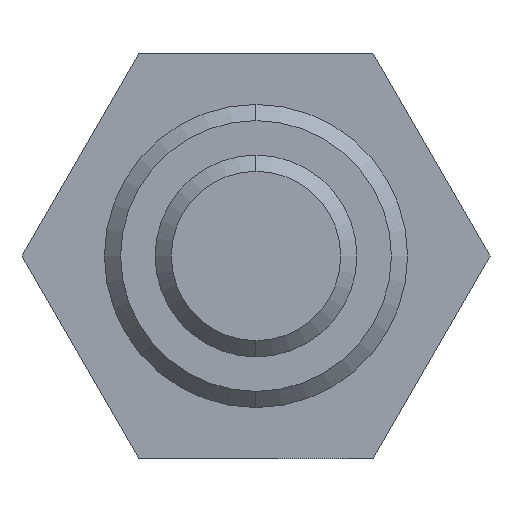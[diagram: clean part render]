
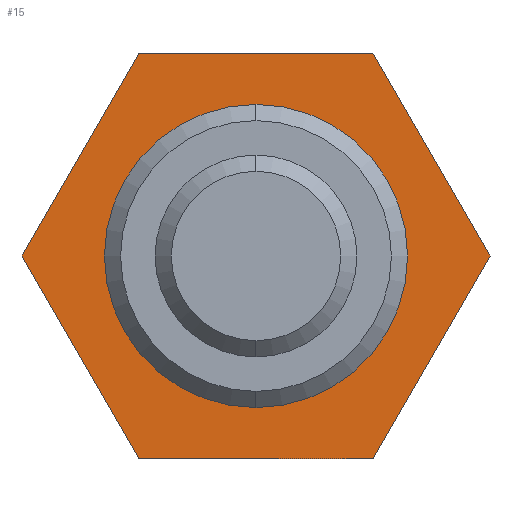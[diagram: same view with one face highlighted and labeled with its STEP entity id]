
A CAD part, front view. The second image highlights one B-rep face of the part: STEP entity #15.
In plain terms, the highlighted planar face has unit normal (0, -1, 0).
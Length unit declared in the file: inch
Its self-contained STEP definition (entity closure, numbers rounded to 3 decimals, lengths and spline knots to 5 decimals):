
#15 = ADVANCED_FACE ( 'NONE', ( #995, #1000 ), #494, .F. ) ;
#88 = VECTOR ( 'NONE', #759, 39.37008 ) ;
#96 = LINE ( 'NONE', #752, #88 ) ;
#109 = CIRCLE ( 'NONE', #361, 0.187 ) ;
#117 = LINE ( 'NONE', #790, #125 ) ;
#118 = LINE ( 'NONE', #808, #130 ) ;
#125 = VECTOR ( 'NONE', #796, 39.37008 ) ;
#130 = VECTOR ( 'NONE', #809, 39.37008 ) ;
#137 = LINE ( 'NONE', #812, #138 ) ;
#138 = VECTOR ( 'NONE', #813, 39.37008 ) ;
#141 = LINE ( 'NONE', #817, #142 ) ;
#142 = VECTOR ( 'NONE', #818, 39.37008 ) ;
#147 = LINE ( 'NONE', #823, #148 ) ;
#148 = VECTOR ( 'NONE', #824, 39.37008 ) ;
#152 = CIRCLE ( 'NONE', #373, 0.187 ) ;
#215 = ORIENTED_EDGE ( 'NONE', *, *, #895, .F. ) ;
#223 = ORIENTED_EDGE ( 'NONE', *, *, #877, .T. ) ;
#262 = ORIENTED_EDGE ( 'NONE', *, *, #900, .F. ) ;
#263 = ORIENTED_EDGE ( 'NONE', *, *, #897, .F. ) ;
#264 = EDGE_LOOP ( 'NONE', ( #223, #285 ) ) ;
#285 = ORIENTED_EDGE ( 'NONE', *, *, #902, .T. ) ;
#291 = EDGE_LOOP ( 'NONE', ( #215, #262, #263, #962, #942, #948 ) ) ;
#338 = AXIS2_PLACEMENT_3D ( 'NONE', #502, #493, #492 ) ;
#361 = AXIS2_PLACEMENT_3D ( 'NONE', #771, #772, #773 ) ;
#373 = AXIS2_PLACEMENT_3D ( 'NONE', #819, #828, #829 ) ;
#428 = VERTEX_POINT ( 'NONE', #692 ) ;
#440 = VERTEX_POINT ( 'NONE', #696 ) ;
#445 = VERTEX_POINT ( 'NONE', #700 ) ;
#446 = VERTEX_POINT ( 'NONE', #701 ) ;
#447 = VERTEX_POINT ( 'NONE', #702 ) ;
#448 = VERTEX_POINT ( 'NONE', #703 ) ;
#450 = VERTEX_POINT ( 'NONE', #705 ) ;
#451 = VERTEX_POINT ( 'NONE', #706 ) ;
#492 = DIRECTION ( 'NONE',  ( 0., 0., 1. ) ) ;
#493 = DIRECTION ( 'NONE',  ( 0., 1., 0. ) ) ;
#494 = PLANE ( 'NONE',  #338 ) ;
#502 = CARTESIAN_POINT ( 'NONE',  ( -1.50815, -1., -0.15626 ) ) ;
#692 = CARTESIAN_POINT ( 'NONE',  ( -1.21948, -1., -0.65626 ) ) ;
#696 = CARTESIAN_POINT ( 'NONE',  ( -1.79683, -1., -0.65626 ) ) ;
#700 = CARTESIAN_POINT ( 'NONE',  ( -1.36382, -1., -0.90626 ) ) ;
#701 = CARTESIAN_POINT ( 'NONE',  ( -1.36382, -1., -0.40626 ) ) ;
#702 = CARTESIAN_POINT ( 'NONE',  ( -1.65249, -1., -0.90626 ) ) ;
#703 = CARTESIAN_POINT ( 'NONE',  ( -1.50815, -1., -0.84326 ) ) ;
#705 = CARTESIAN_POINT ( 'NONE',  ( -1.65249, -1., -0.40626 ) ) ;
#706 = CARTESIAN_POINT ( 'NONE',  ( -1.50815, -1., -0.46926 ) ) ;
#752 = CARTESIAN_POINT ( 'NONE',  ( -1.36382, -1., -0.40626 ) ) ;
#759 = DIRECTION ( 'NONE',  ( 0.5, 0., -0.866 ) ) ;
#771 = CARTESIAN_POINT ( 'NONE',  ( -1.50815, -1., -0.65626 ) ) ;
#772 = DIRECTION ( 'NONE',  ( 0., 1., 0. ) ) ;
#773 = DIRECTION ( 'NONE',  ( 1., 0., 0. ) ) ;
#790 = CARTESIAN_POINT ( 'NONE',  ( -1.65249, -1., -0.40626 ) ) ;
#796 = DIRECTION ( 'NONE',  ( 1., 0., 0. ) ) ;
#808 = CARTESIAN_POINT ( 'NONE',  ( -1.21948, -1., -0.65626 ) ) ;
#809 = DIRECTION ( 'NONE',  ( -0.5, 0., -0.866 ) ) ;
#812 = CARTESIAN_POINT ( 'NONE',  ( -1.79683, -1., -0.65626 ) ) ;
#813 = DIRECTION ( 'NONE',  ( 0.5, 0., 0.866 ) ) ;
#817 = CARTESIAN_POINT ( 'NONE',  ( -1.36382, -1., -0.90626 ) ) ;
#818 = DIRECTION ( 'NONE',  ( -1., 0., 0. ) ) ;
#819 = CARTESIAN_POINT ( 'NONE',  ( -1.50815, -1., -0.65626 ) ) ;
#823 = CARTESIAN_POINT ( 'NONE',  ( -1.65249, -1., -0.90626 ) ) ;
#824 = DIRECTION ( 'NONE',  ( -0.5, 0., 0.866 ) ) ;
#828 = DIRECTION ( 'NONE',  ( 0., 1., 0. ) ) ;
#829 = DIRECTION ( 'NONE',  ( 1., 0., 0. ) ) ;
#871 = EDGE_CURVE ( 'NONE', #446, #428, #96, .T. ) ;
#877 = EDGE_CURVE ( 'NONE', #451, #448, #109, .T. ) ;
#887 = EDGE_CURVE ( 'NONE', #450, #446, #117, .T. ) ;
#893 = EDGE_CURVE ( 'NONE', #428, #445, #118, .T. ) ;
#895 = EDGE_CURVE ( 'NONE', #440, #450, #137, .T. ) ;
#897 = EDGE_CURVE ( 'NONE', #445, #447, #141, .T. ) ;
#900 = EDGE_CURVE ( 'NONE', #447, #440, #147, .T. ) ;
#902 = EDGE_CURVE ( 'NONE', #448, #451, #152, .T. ) ;
#942 = ORIENTED_EDGE ( 'NONE', *, *, #871, .F. ) ;
#948 = ORIENTED_EDGE ( 'NONE', *, *, #887, .F. ) ;
#962 = ORIENTED_EDGE ( 'NONE', *, *, #893, .F. ) ;
#995 = FACE_BOUND ( 'NONE', #264, .T. ) ;
#1000 = FACE_OUTER_BOUND ( 'NONE', #291, .T. ) ;
